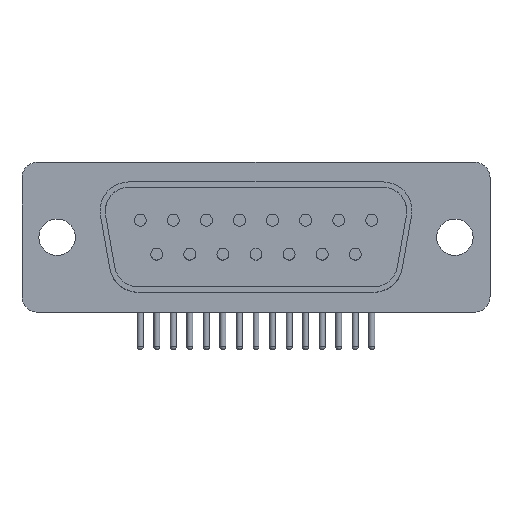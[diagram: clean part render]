
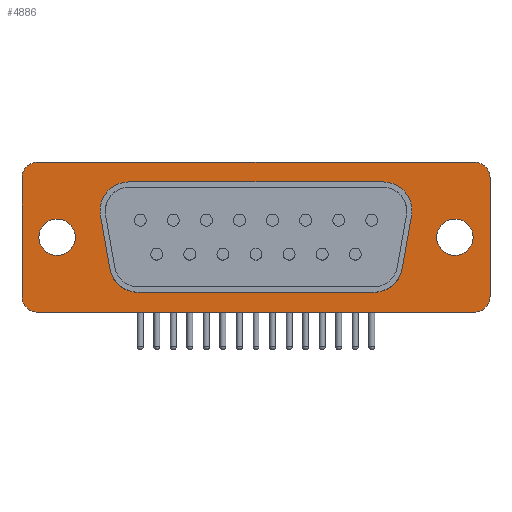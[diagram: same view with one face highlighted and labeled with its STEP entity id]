
A CAD part, top view. The second image highlights one B-rep face of the part: STEP entity #4886.
In plain terms, the highlighted planar face has unit normal (0, 0, 1).
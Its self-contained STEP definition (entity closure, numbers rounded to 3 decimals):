
#2016=EDGE_CURVE('',#4420,#4424,#5796,.T.);
#2030=EDGE_CURVE('',#3742,#5364,#5810,.T.);
#2034=EDGE_CURVE('',#3700,#3742,#5814,.T.);
#2040=EDGE_CURVE('',#3622,#4472,#5820,.T.);
#2048=EDGE_CURVE('',#2130,#3876,#5829,.T.);
#2056=VERTEX_POINT('',#5838);
#2130=VERTEX_POINT('',#5921);
#2140=VERTEX_POINT('',#5932);
#2156=EDGE_CURVE('',#2600,#2140,#5949,.T.);
#2236=VERTEX_POINT('',#6043);
#2400=EDGE_CURVE('',#2472,#2130,#6227,.T.);
#2472=VERTEX_POINT('',#6303);
#2564=EDGE_CURVE('',#4424,#5234,#6406,.T.);
#2568=EDGE_CURVE('',#2616,#5506,#6410,.T.);
#2600=VERTEX_POINT('',#6445);
#2616=VERTEX_POINT('',#6462);
#2682=VERTEX_POINT('',#6532);
#2976=EDGE_CURVE('',#2140,#4420,#6863,.T.);
#2986=EDGE_CURVE('',#2236,#2682,#6873,.T.);
#3008=EDGE_CURVE('',#5234,#2616,#6899,.T.);
#3108=EDGE_CURVE('',#2682,#2600,#7018,.T.);
#3216=EDGE_CURVE('',#4492,#2236,#7135,.T.);
#3374=EDGE_CURVE('',#5506,#4492,#7306,.T.);
#3444=VERTEX_POINT('',#7381);
#3622=VERTEX_POINT('',#7570);
#3700=VERTEX_POINT('',#7654);
#3742=VERTEX_POINT('',#7699);
#3806=EDGE_CURVE('',#4472,#3700,#7771,.T.);
#3838=VERTEX_POINT('',#7806);
#3876=VERTEX_POINT('',#7846);
#3948=EDGE_CURVE('',#3876,#3622,#7922,.T.);
#4226=EDGE_CURVE('',#5434,#2056,#8228,.T.);
#4420=VERTEX_POINT('',#8445);
#4424=VERTEX_POINT('',#8449);
#4472=VERTEX_POINT('',#8503);
#4492=VERTEX_POINT('',#8526);
#4886=ADVANCED_FACE('',(#8952,#8953,#8954,#8955),#8956,.T.);
#5004=EDGE_CURVE('',#3838,#3444,#9116,.T.);
#5234=VERTEX_POINT('',#9379);
#5364=VERTEX_POINT('',#9532);
#5434=VERTEX_POINT('',#9606);
#5488=EDGE_CURVE('',#3444,#3838,#9662,.T.);
#5506=VERTEX_POINT('',#9682);
#5524=EDGE_CURVE('',#5364,#2472,#9702,.T.);
#5544=EDGE_CURVE('',#2056,#5434,#9724,.T.);
#5796=CIRCLE('',#10042,2.4);
#5810=CIRCLE('',#10061,1.3);
#5814=LINE('',#10068,#10069);
#5820=LINE('',#10076,#10077);
#5829=LINE('',#10089,#10090);
#5838=CARTESIAN_POINT('',(18.185,0.,0.0));
#5921=CARTESIAN_POINT('',(-18.3,6.275,0.0));
#5932=CARTESIAN_POINT('',(-13.029,1.803,0.0));
#5949=LINE('',#10272,#10273);
#6043=CARTESIAN_POINT('',(9.882,-4.62,0.0));
#6227=CIRCLE('',#10670,1.3);
#6303=CARTESIAN_POINT('',(-19.6,4.975,0.0));
#6406=LINE('',#10939,#10940);
#6410=CIRCLE('',#10945,2.4);
#6445=CARTESIAN_POINT('',(-12.246,-2.637,0.0));
#6462=CARTESIAN_POINT('',(13.065,2.22,0.0));
#6532=CARTESIAN_POINT('',(-9.882,-4.62,0.0));
#6863=CIRCLE('',#11632,2.4);
#6873=LINE('',#11651,#11652);
#6899=CIRCLE('',#11687,2.4);
#7018=CIRCLE('',#11841,2.4);
#7135=CIRCLE('',#12009,2.4);
#7306=LINE('',#12276,#12277);
#7381=CARTESIAN_POINT('',(-18.185,0.,0.0));
#7570=CARTESIAN_POINT('',(19.6,4.975,0.0));
#7654=CARTESIAN_POINT('',(18.3,-6.275,0.0));
#7699=CARTESIAN_POINT('',(-18.3,-6.275,0.0));
#7771=CIRCLE('',#12925,1.3);
#7806=CARTESIAN_POINT('',(-15.135,0.,0.0));
#7846=CARTESIAN_POINT('',(18.3,6.275,0.0));
#7922=CIRCLE('',#13142,1.3);
#8228=CIRCLE('',#13615,1.525);
#8445=CARTESIAN_POINT('',(-13.065,2.22,0.0));
#8449=CARTESIAN_POINT('',(-10.665,4.62,0.0));
#8503=CARTESIAN_POINT('',(19.6,-4.975,0.0));
#8526=CARTESIAN_POINT('',(12.246,-2.637,0.0));
#8952=FACE_BOUND('',#14613,.T.);
#8953=FACE_BOUND('',#14614,.T.);
#8954=FACE_BOUND('',#14615,.T.);
#8955=FACE_OUTER_BOUND('',#14616,.T.);
#8956=PLANE('',#14617);
#9116=CIRCLE('',#14855,1.525);
#9379=CARTESIAN_POINT('',(10.665,4.62,0.0));
#9532=CARTESIAN_POINT('',(-19.6,-4.975,0.0));
#9606=CARTESIAN_POINT('',(15.135,0.,0.0));
#9662=CIRCLE('',#15701,1.525);
#9682=CARTESIAN_POINT('',(13.029,1.803,0.0));
#9702=LINE('',#15762,#15763);
#9724=CIRCLE('',#15790,1.525);
#10042=AXIS2_PLACEMENT_3D('',#16119,#16120,#16121);
#10061=AXIS2_PLACEMENT_3D('',#16134,#16135,#16136);
#10068=CARTESIAN_POINT('',(-18.3,-6.275,0.0));
#10069=VECTOR('',#16138,1.0);
#10076=CARTESIAN_POINT('',(19.6,-4.975,0.0));
#10077=VECTOR('',#16139,1.0);
#10089=CARTESIAN_POINT('',(18.3,6.275,0.0));
#10090=VECTOR('',#16151,1.0);
#10272=CARTESIAN_POINT('',(-12.286,-2.405,0.));
#10273=VECTOR('',#16294,1.0);
#10670=AXIS2_PLACEMENT_3D('',#16651,#16652,#16653);
#10939=CARTESIAN_POINT('',(-5.333,4.62,0.0));
#10940=VECTOR('',#16858,1.0);
#10945=AXIS2_PLACEMENT_3D('',#16859,#16860,#16861);
#11632=AXIS2_PLACEMENT_3D('',#17430,#17431,#17432);
#11651=CARTESIAN_POINT('',(4.941,-4.62,0.0));
#11652=VECTOR('',#17440,1.0);
#11687=AXIS2_PLACEMENT_3D('',#17484,#17485,#17486);
#11841=AXIS2_PLACEMENT_3D('',#17680,#17681,#17682);
#12009=AXIS2_PLACEMENT_3D('',#17800,#17801,#17802);
#12276=CARTESIAN_POINT('',(12.678,-0.185,0.));
#12277=VECTOR('',#17992,1.0);
#12925=AXIS2_PLACEMENT_3D('',#18474,#18475,#18476);
#13142=AXIS2_PLACEMENT_3D('',#18610,#18611,#18612);
#13615=AXIS2_PLACEMENT_3D('',#18990,#18991,#18992);
#14613=EDGE_LOOP('',(#19839,#19840));
#14614=EDGE_LOOP('',(#19841,#19842));
#14615=EDGE_LOOP('',(#19843,#19844,#19845,#19846,#19847,#19848,#19849,#19850,#19851,#19852));
#14616=EDGE_LOOP('',(#19853,#19854,#19855,#19856,#19857,#19858,#19859,#19860));
#14617=AXIS2_PLACEMENT_3D('',#19861,#19862,#19863);
#14855=AXIS2_PLACEMENT_3D('',#20061,#20062,#20063);
#15701=AXIS2_PLACEMENT_3D('',#20779,#20780,#20781);
#15762=CARTESIAN_POINT('',(-19.6,4.975,0.0));
#15763=VECTOR('',#20821,1.0);
#15790=AXIS2_PLACEMENT_3D('',#20854,#20855,#20856);
#16119=CARTESIAN_POINT('',(-10.665,2.22,0.0));
#16120=DIRECTION('',(0.0,0.0,-1.0));
#16121=DIRECTION('',(1.0,0.0,0.0));
#16134=CARTESIAN_POINT('',(-18.3,-4.975,0.0));
#16135=DIRECTION('',(0.0,0.0,-1.0));
#16136=DIRECTION('',(1.0,0.0,0.0));
#16138=DIRECTION('',(-1.0,-0.0,-0.0));
#16139=DIRECTION('',(-0.0,-1.0,-0.0));
#16151=DIRECTION('',(1.0,0.,0.0));
#16294=DIRECTION('',(-0.174,0.985,0.0));
#16651=CARTESIAN_POINT('',(-18.3,4.975,0.0));
#16652=DIRECTION('',(0.0,0.0,-1.0));
#16653=DIRECTION('',(1.0,0.0,0.0));
#16858=DIRECTION('',(1.0,0.0,0.0));
#16859=CARTESIAN_POINT('',(10.665,2.22,0.0));
#16860=DIRECTION('',(0.0,0.0,-1.0));
#16861=DIRECTION('',(1.0,0.0,0.0));
#17430=CARTESIAN_POINT('',(-10.665,2.22,0.0));
#17431=DIRECTION('',(0.0,0.0,-1.0));
#17432=DIRECTION('',(1.0,0.0,0.0));
#17440=DIRECTION('',(-1.0,0.0,0.0));
#17484=CARTESIAN_POINT('',(10.665,2.22,0.0));
#17485=DIRECTION('',(0.0,0.0,-1.0));
#17486=DIRECTION('',(1.0,0.0,0.0));
#17680=CARTESIAN_POINT('',(-9.882,-2.22,0.0));
#17681=DIRECTION('',(0.0,0.0,-1.0));
#17682=DIRECTION('',(1.0,0.0,0.0));
#17800=CARTESIAN_POINT('',(9.882,-2.22,0.0));
#17801=DIRECTION('',(0.0,0.0,-1.0));
#17802=DIRECTION('',(1.0,0.0,0.0));
#17992=DIRECTION('',(-0.174,-0.985,0.0));
#18474=CARTESIAN_POINT('',(18.3,-4.975,0.0));
#18475=DIRECTION('',(0.0,0.0,-1.0));
#18476=DIRECTION('',(1.0,0.0,0.0));
#18610=CARTESIAN_POINT('',(18.3,4.975,0.0));
#18611=DIRECTION('',(0.0,0.0,-1.0));
#18612=DIRECTION('',(1.0,0.0,0.0));
#18990=CARTESIAN_POINT('',(16.66,0.0,0.0));
#18991=DIRECTION('',(0.0,0.0,-1.0));
#18992=DIRECTION('',(1.0,0.0,0.0));
#19839=ORIENTED_EDGE('',*,*,#4226,.T.);
#19840=ORIENTED_EDGE('',*,*,#5544,.T.);
#19841=ORIENTED_EDGE('',*,*,#5488,.T.);
#19842=ORIENTED_EDGE('',*,*,#5004,.T.);
#19843=ORIENTED_EDGE('',*,*,#3108,.T.);
#19844=ORIENTED_EDGE('',*,*,#2156,.T.);
#19845=ORIENTED_EDGE('',*,*,#2976,.T.);
#19846=ORIENTED_EDGE('',*,*,#2016,.T.);
#19847=ORIENTED_EDGE('',*,*,#2564,.T.);
#19848=ORIENTED_EDGE('',*,*,#3008,.T.);
#19849=ORIENTED_EDGE('',*,*,#2568,.T.);
#19850=ORIENTED_EDGE('',*,*,#3374,.T.);
#19851=ORIENTED_EDGE('',*,*,#3216,.T.);
#19852=ORIENTED_EDGE('',*,*,#2986,.T.);
#19853=ORIENTED_EDGE('',*,*,#2030,.F.);
#19854=ORIENTED_EDGE('',*,*,#2034,.F.);
#19855=ORIENTED_EDGE('',*,*,#3806,.F.);
#19856=ORIENTED_EDGE('',*,*,#2040,.F.);
#19857=ORIENTED_EDGE('',*,*,#3948,.F.);
#19858=ORIENTED_EDGE('',*,*,#2048,.F.);
#19859=ORIENTED_EDGE('',*,*,#2400,.F.);
#19860=ORIENTED_EDGE('',*,*,#5524,.F.);
#19861=CARTESIAN_POINT('',(0.,0.,0.0));
#19862=DIRECTION('',(0.0,0.0,1.0));
#19863=DIRECTION('',(1.0,0.0,0.0));
#20061=CARTESIAN_POINT('',(-16.66,0.0,0.0));
#20062=DIRECTION('',(0.0,0.0,-1.0));
#20063=DIRECTION('',(1.0,0.0,0.0));
#20779=CARTESIAN_POINT('',(-16.66,0.0,0.0));
#20780=DIRECTION('',(0.0,0.0,-1.0));
#20781=DIRECTION('',(1.0,0.0,0.0));
#20821=DIRECTION('',(0.0,1.0,0.0));
#20854=CARTESIAN_POINT('',(16.66,0.0,0.0));
#20855=DIRECTION('',(0.0,0.0,-1.0));
#20856=DIRECTION('',(1.0,0.0,0.0));
